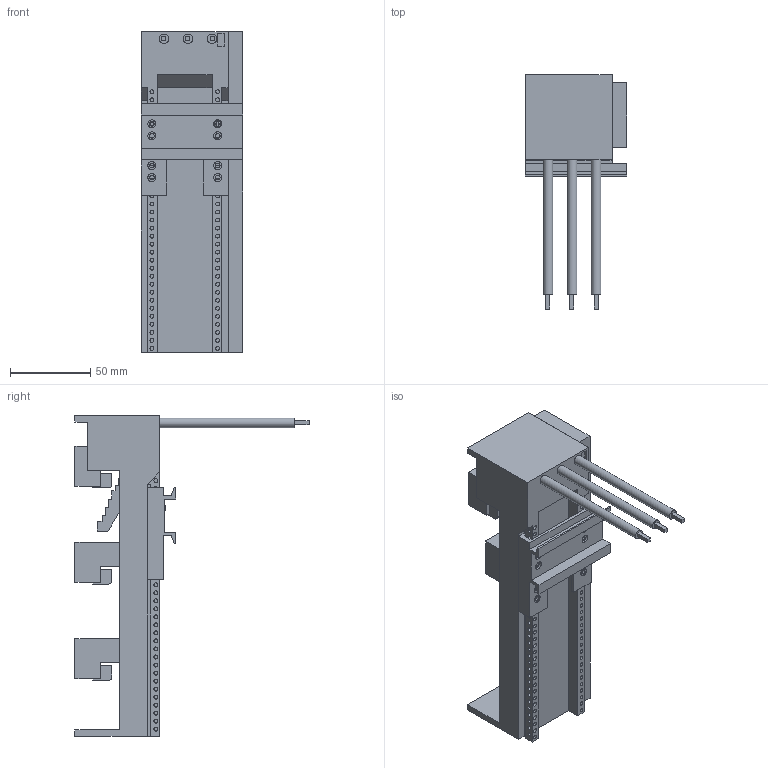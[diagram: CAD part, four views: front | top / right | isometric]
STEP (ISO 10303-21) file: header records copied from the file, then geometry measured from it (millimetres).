
FILE_DESCRIPTION(/* description */ ('STEP AP214'),/* implementation_level */ '2;1');
FILE_NAME(/* name */ '32443',/* time_stamp */ '2023-10-05T13:29:26+02:00',/* author */ ('License CC BY-ND 4.0'),/* organization */ ('CADENAS'),/* preprocessor_version */ 'ST-DEVELOPER v19.3',/* originating_system */ 'PARTsolutions',/* authorisation */ ' ');
FILE_SCHEMA (('AUTOMOTIVE_DESIGN {1 0 10303 214 3 1 1}'));
Length unit declared in the file: millimetre
Products named in the file (6): 32443; 32963; 80034CrossBoardScrew; 32949b; AWG10939; Basis63x200
Assembly tree (7 placements, depth 2):
  32443
    32963
    80034CrossBoardScrew
    32949b
    AWG10939  x3
    Basis63x200
Bounding box: 63 x 146 x 200 mm (x, y, z)
Volume: 326111.9 mm3; surface area: 85604.8 mm2
Topology: 7 solids, 7 shells, 483 faces, 1038 edges, 714 vertices
Faces by surface type: plane 314, cylinder 166, sphere 2, torus 1
Full cylindrical faces by diameter (mm): 2.4 x66, 2.5 x65, 3 x8, 5 x9, 6 x3
Entity records: 15471 total; most frequent: CARTESIAN_POINT 2665, DIRECTION 2061, ORIENTED_EDGE 1690, EDGE_LOOP 904, FACE_BOUND 904, EDGE_CURVE 845, AXIS2_PLACEMENT_3D 813, VERTEX_POINT 681
